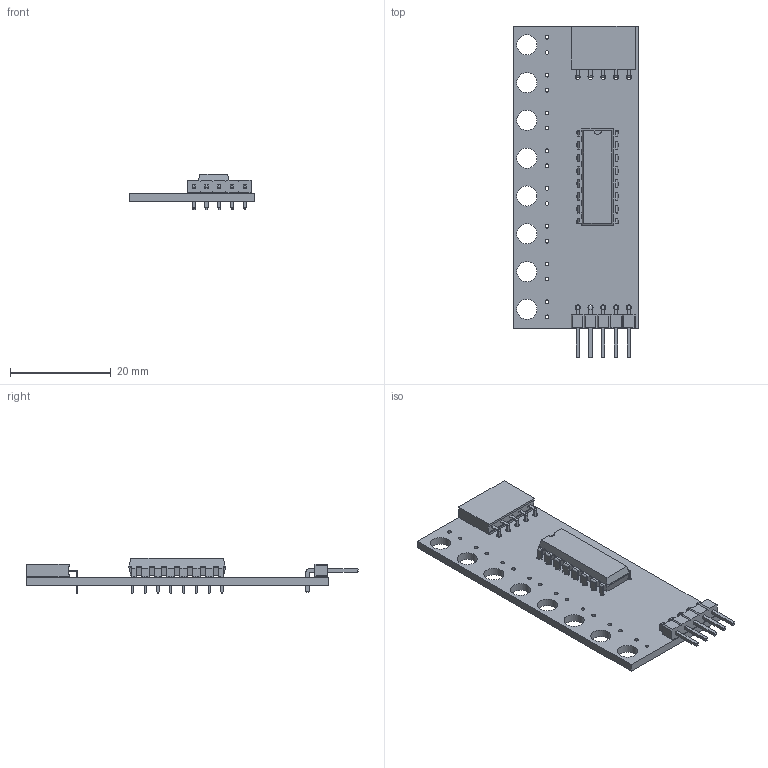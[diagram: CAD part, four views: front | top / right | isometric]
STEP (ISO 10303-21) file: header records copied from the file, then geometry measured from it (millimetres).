
FILE_DESCRIPTION(('KiCad electronic assembly'),'2;1');
FILE_NAME('TacTile-L2.step','2023-10-03T23:44:09',('Pcbnew'),('Kicad'), 'Open CASCADE STEP processor 7.6','KiCad to STEP converter','Unknown' );
FILE_SCHEMA(('AUTOMOTIVE_DESIGN { 1 0 10303 214 1 1 1 1 }'));
Length unit declared in the file: millimetre
Products named in the file (8): TacTile-L2 1; PinSocket_1x05_P2.54mm_Horizontal; SOLID; DIP-16_W7.62mm; PinHeader_1x05_P2.54mm_Horizontal; PCB
Assembly tree (7 placements, depth 3):
  TacTile-L2 1
    PinSocket_1x05_P2.54mm_Horizontal
      SOLID
    DIP-16_W7.62mm
      SOLID
    PinHeader_1x05_P2.54mm_Horizontal
      SOLID
    PCB
Bounding box: 25 x 65.92 x 6.98 mm (x, y, z)
Volume: 2957.9 mm3; surface area: 4710.7 mm2
Topology: 4 solids, 4 shells, 664 faces, 1759 edges, 1128 vertices
Faces by surface type: plane 538, cylinder 98, bspline 28
Full cylindrical faces by diameter (mm): 0.75 x16, 0.8 x16, 1 x10, 4 x8
Entity records: 48981 total; most frequent: CARTESIAN_POINT 9131, DIRECTION 6525, LINE 4783, VECTOR 4783, ORIENTED_EDGE 3518, PCURVE 3518, DEFINITIONAL_REPRESENTATION 3518, EDGE_CURVE 1759
